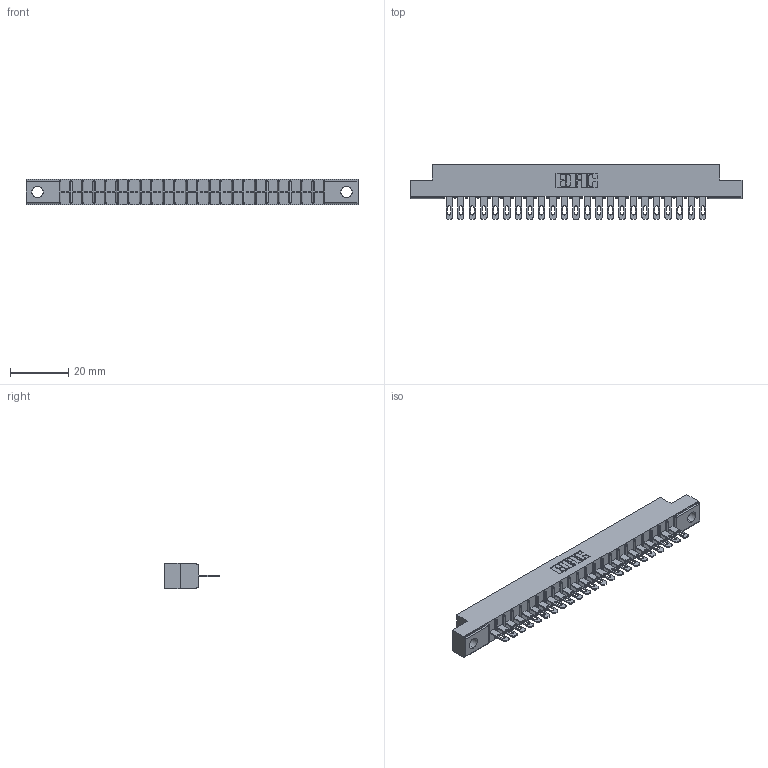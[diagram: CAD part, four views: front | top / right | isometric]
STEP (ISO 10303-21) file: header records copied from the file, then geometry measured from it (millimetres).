
FILE_DESCRIPTION (( 'STEP AP203' ), '1' );
FILE_NAME ('306-023-400-104.STEP', '2020-09-21T21:37:05', ( '' ), ( '' ), 'SwSTEP 2.0', 'SolidWorks 2020', '' );
FILE_SCHEMA (( 'CONFIG_CONTROL_DESIGN' ));
Length unit declared in the file: inch
Products named in the file (3): 306-023-400-104; 306-290-001_100; 306 Part_.156 Dia
Assembly tree (24 placements, depth 2):
  306-023-400-104
    306 Part_.156 Dia
    306-290-001_100  x23
Bounding box: 114.15 x 18.87 x 8.71 mm (x, y, z)
Volume: 7775.2 mm3; surface area: 11765.5 mm2
Topology: 24 solids, 24 shells, 1878 faces, 5297 edges, 3406 vertices
Faces by surface type: plane 1232, cylinder 554, sphere 92
Entity records: 24492 total; most frequent: CARTESIAN_POINT 4114, ORIENTED_EDGE 4074, DIRECTION 4051, EDGE_CURVE 2037, VECTOR 1589, LINE 1589, VERTEX_POINT 1294, AXIS2_PLACEMENT_3D 1231
